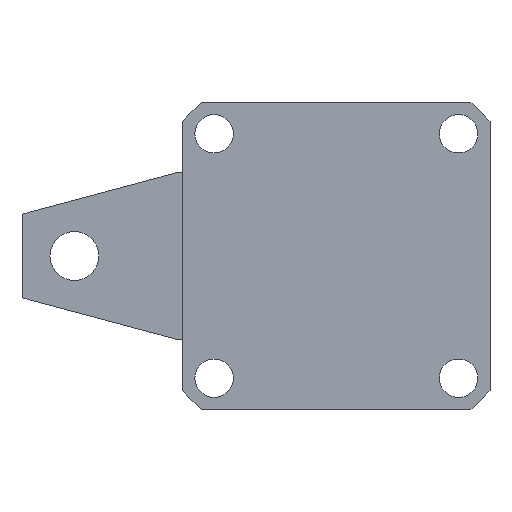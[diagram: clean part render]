
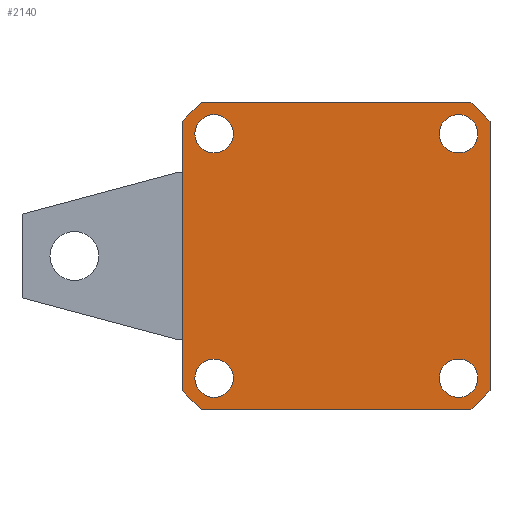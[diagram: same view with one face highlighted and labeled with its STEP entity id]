
A CAD part, front view. The second image highlights one B-rep face of the part: STEP entity #2140.
In plain terms, the highlighted planar face has unit normal (0, -1, 0).
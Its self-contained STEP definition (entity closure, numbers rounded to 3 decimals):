
#5 = AXIS2_PLACEMENT_3D ( 'NONE', #2032, #2033, #2034 ) ;
#6 = AXIS2_PLACEMENT_3D ( 'NONE', #2035, #2036, #2037 ) ;
#7 = AXIS2_PLACEMENT_3D ( 'NONE', #1462, #1463, #1464 ) ;
#8 = AXIS2_PLACEMENT_3D ( 'NONE', #1465, #1466, #1467 ) ;
#9 = AXIS2_PLACEMENT_3D ( 'NONE', #1468, #1469, #1470 ) ;
#10 = AXIS2_PLACEMENT_3D ( 'NONE', #1471, #1472, #1473 ) ;
#41 = AXIS2_PLACEMENT_3D ( 'NONE', #4429, #4430, #4431 ) ;
#42 = AXIS2_PLACEMENT_3D ( 'NONE', #4432, #4433, #4434 ) ;
#68 = AXIS2_PLACEMENT_3D ( 'NONE', #4642, #4643, #4644 ) ;
#70 = AXIS2_PLACEMENT_3D ( 'NONE', #4652, #4653, #4654 ) ;
#72 = AXIS2_PLACEMENT_3D ( 'NONE', #4662, #4663, #4664 ) ;
#74 = AXIS2_PLACEMENT_3D ( 'NONE', #4672, #4673, #4674 ) ;
#217 = CARTESIAN_POINT ( 'NONE',  ( 44., 0., -38.552 ) ) ;
#263 = CARTESIAN_POINT ( 'NONE',  ( -38.552, 0., 44. ) ) ;
#272 = CARTESIAN_POINT ( 'NONE',  ( -44., 0., 38.552 ) ) ;
#326 = CARTESIAN_POINT ( 'NONE',  ( 38.552, 0., 44. ) ) ;
#594 = VERTEX_POINT ( 'NONE', #326 ) ;
#657 = VERTEX_POINT ( 'NONE', #217 ) ;
#799 = VERTEX_POINT ( 'NONE', #263 ) ;
#808 = VERTEX_POINT ( 'NONE', #272 ) ;
#824 = VERTEX_POINT ( 'NONE', #5699 ) ;
#829 = VERTEX_POINT ( 'NONE', #5704 ) ;
#832 = VERTEX_POINT ( 'NONE', #5707 ) ;
#833 = VERTEX_POINT ( 'NONE', #5708 ) ;
#842 = VERTEX_POINT ( 'NONE', #5717 ) ;
#855 = VERTEX_POINT ( 'NONE', #5730 ) ;
#858 = VERTEX_POINT ( 'NONE', #5733 ) ;
#874 = VERTEX_POINT ( 'NONE', #5749 ) ;
#882 = VERTEX_POINT ( 'NONE', #5755 ) ;
#890 = VERTEX_POINT ( 'NONE', #5762 ) ;
#917 = VERTEX_POINT ( 'NONE', #5627 ) ;
#931 = VERTEX_POINT ( 'NONE', #5639 ) ;
#958 = EDGE_LOOP ( 'NONE', ( #1108, #1064 ) ) ;
#968 = EDGE_LOOP ( 'NONE', ( #1082, #1047, #1058, #1102, #1071, #1034, #1048, #1051 ) ) ;
#971 = EDGE_LOOP ( 'NONE', ( #1080, #1030 ) ) ;
#973 = EDGE_LOOP ( 'NONE', ( #1062, #1053 ) ) ;
#976 = EDGE_LOOP ( 'NONE', ( #1072, #1060 ) ) ;
#1030 = ORIENTED_EDGE ( 'NONE', *, *, #4274, .F. ) ;
#1034 = ORIENTED_EDGE ( 'NONE', *, *, #4277, .T. ) ;
#1047 = ORIENTED_EDGE ( 'NONE', *, *, #4275, .T. ) ;
#1048 = ORIENTED_EDGE ( 'NONE', *, *, #5860, .F. ) ;
#1051 = ORIENTED_EDGE ( 'NONE', *, *, #4278, .T. ) ;
#1053 = ORIENTED_EDGE ( 'NONE', *, *, #4273, .F. ) ;
#1058 = ORIENTED_EDGE ( 'NONE', *, *, #5854, .F. ) ;
#1060 = ORIENTED_EDGE ( 'NONE', *, *, #5863, .F. ) ;
#1062 = ORIENTED_EDGE ( 'NONE', *, *, #5911, .F. ) ;
#1064 = ORIENTED_EDGE ( 'NONE', *, *, #5862, .F. ) ;
#1071 = ORIENTED_EDGE ( 'NONE', *, *, #5805, .F. ) ;
#1072 = ORIENTED_EDGE ( 'NONE', *, *, #5907, .F. ) ;
#1080 = ORIENTED_EDGE ( 'NONE', *, *, #5915, .F. ) ;
#1082 = ORIENTED_EDGE ( 'NONE', *, *, #5857, .F. ) ;
#1102 = ORIENTED_EDGE ( 'NONE', *, *, #4276, .T. ) ;
#1108 = ORIENTED_EDGE ( 'NONE', *, *, #5903, .F. ) ;
#1462 = CARTESIAN_POINT ( 'NONE',  ( 0., 0., 0. ) ) ;
#1463 = DIRECTION ( 'NONE',  ( 0., -1., 0. ) ) ;
#1464 = DIRECTION ( 'NONE',  ( 0., 0., -1. ) ) ;
#1465 = CARTESIAN_POINT ( 'NONE',  ( 0., 0., 0. ) ) ;
#1466 = DIRECTION ( 'NONE',  ( 0., -1., 0. ) ) ;
#1467 = DIRECTION ( 'NONE',  ( 0., 0., -1. ) ) ;
#1468 = CARTESIAN_POINT ( 'NONE',  ( 0., 0., 0. ) ) ;
#1469 = DIRECTION ( 'NONE',  ( 0., -1., 0. ) ) ;
#1470 = DIRECTION ( 'NONE',  ( 0., 0., -1. ) ) ;
#1471 = CARTESIAN_POINT ( 'NONE',  ( 0., 0., 0. ) ) ;
#1472 = DIRECTION ( 'NONE',  ( 0., -1., 0. ) ) ;
#1473 = DIRECTION ( 'NONE',  ( 0., 0., -1. ) ) ;
#2032 = CARTESIAN_POINT ( 'NONE',  ( 35., 0., -35. ) ) ;
#2033 = DIRECTION ( 'NONE',  ( 0., -1., 0. ) ) ;
#2034 = DIRECTION ( 'NONE',  ( 0., 0., -1. ) ) ;
#2035 = CARTESIAN_POINT ( 'NONE',  ( -35., 0., -35. ) ) ;
#2036 = DIRECTION ( 'NONE',  ( 0., -1., 0. ) ) ;
#2037 = DIRECTION ( 'NONE',  ( 0., 0., -1. ) ) ;
#2140 = ADVANCED_FACE ( 'NONE', ( #5527, #5521, #5536, #5522, #5524 ), #2626, .T. ) ;
#2622 = DIRECTION ( 'NONE',  ( 0., -1., 0. ) ) ;
#2623 = CARTESIAN_POINT ( 'NONE',  ( 0., 0., 0. ) ) ;
#2626 = PLANE ( 'NONE',  #4016 ) ;
#2629 = DIRECTION ( 'NONE',  ( 0., 0., -1. ) ) ;
#3673 = CARTESIAN_POINT ( 'NONE',  ( -44., 0., 44. ) ) ;
#3682 = DIRECTION ( 'NONE',  ( 1., 0., 0. ) ) ;
#4016 = AXIS2_PLACEMENT_3D ( 'NONE', #2623, #2622, #2629 ) ;
#4273 = EDGE_CURVE ( 'NONE', #842, #855, #5297, .T. ) ;
#4274 = EDGE_CURVE ( 'NONE', #833, #874, #5303, .T. ) ;
#4275 = EDGE_CURVE ( 'NONE', #931, #657, #5295, .T. ) ;
#4276 = EDGE_CURVE ( 'NONE', #882, #594, #5294, .T. ) ;
#4277 = EDGE_CURVE ( 'NONE', #799, #808, #5292, .T. ) ;
#4278 = EDGE_CURVE ( 'NONE', #858, #832, #5291, .T. ) ;
#4415 = CARTESIAN_POINT ( 'NONE',  ( 44., 0., 44. ) ) ;
#4417 = DIRECTION ( 'NONE',  ( 0., 0., -1. ) ) ;
#4421 = CARTESIAN_POINT ( 'NONE',  ( -44., 0., -44. ) ) ;
#4423 = DIRECTION ( 'NONE',  ( -1., 0., 0. ) ) ;
#4426 = CARTESIAN_POINT ( 'NONE',  ( -44., 0., 44. ) ) ;
#4427 = DIRECTION ( 'NONE',  ( 0., 0., 1. ) ) ;
#4429 = CARTESIAN_POINT ( 'NONE',  ( -35., 0., 35. ) ) ;
#4430 = DIRECTION ( 'NONE',  ( 0., -1., 0. ) ) ;
#4431 = DIRECTION ( 'NONE',  ( 0., 0., -1. ) ) ;
#4432 = CARTESIAN_POINT ( 'NONE',  ( 35., 0., 35. ) ) ;
#4433 = DIRECTION ( 'NONE',  ( 0., -1., 0. ) ) ;
#4434 = DIRECTION ( 'NONE',  ( 0., 0., -1. ) ) ;
#4642 = CARTESIAN_POINT ( 'NONE',  ( -35., 0., 35. ) ) ;
#4643 = DIRECTION ( 'NONE',  ( 0., -1., 0. ) ) ;
#4644 = DIRECTION ( 'NONE',  ( 0., 0., -1. ) ) ;
#4652 = CARTESIAN_POINT ( 'NONE',  ( 35., 0., 35. ) ) ;
#4653 = DIRECTION ( 'NONE',  ( 0., -1., 0. ) ) ;
#4654 = DIRECTION ( 'NONE',  ( 0., 0., -1. ) ) ;
#4662 = CARTESIAN_POINT ( 'NONE',  ( 35., 0., -35. ) ) ;
#4663 = DIRECTION ( 'NONE',  ( 0., -1., 0. ) ) ;
#4664 = DIRECTION ( 'NONE',  ( 0., 0., -1. ) ) ;
#4672 = CARTESIAN_POINT ( 'NONE',  ( -35., 0., -35. ) ) ;
#4673 = DIRECTION ( 'NONE',  ( 0., -1., 0. ) ) ;
#4674 = DIRECTION ( 'NONE',  ( 0., 0., -1. ) ) ;
#4964 = CIRCLE ( 'NONE', #74, 5.5 ) ;
#4970 = CIRCLE ( 'NONE', #72, 5.5 ) ;
#4976 = CIRCLE ( 'NONE', #70, 5.5 ) ;
#4983 = CIRCLE ( 'NONE', #68, 5.5 ) ;
#5031 = CIRCLE ( 'NONE', #42, 5.5 ) ;
#5033 = CIRCLE ( 'NONE', #41, 5.5 ) ;
#5034 = VECTOR ( 'NONE', #4427, 1000. ) ;
#5038 = LINE ( 'NONE', #4426, #5034 ) ;
#5042 = VECTOR ( 'NONE', #4423, 1000. ) ;
#5043 = VECTOR ( 'NONE', #4417, 1000. ) ;
#5046 = LINE ( 'NONE', #4415, #5043 ) ;
#5094 = VECTOR ( 'NONE', #3682, 1000. ) ;
#5099 = LINE ( 'NONE', #3673, #5094 ) ;
#5150 = LINE ( 'NONE', #4421, #5042 ) ;
#5291 = CIRCLE ( 'NONE', #10, 58.5 ) ;
#5292 = CIRCLE ( 'NONE', #9, 58.5 ) ;
#5294 = CIRCLE ( 'NONE', #8, 58.5 ) ;
#5295 = CIRCLE ( 'NONE', #7, 58.5 ) ;
#5297 = CIRCLE ( 'NONE', #5, 5.5 ) ;
#5303 = CIRCLE ( 'NONE', #6, 5.5 ) ;
#5521 = FACE_BOUND ( 'NONE', #976, .T. ) ;
#5522 = FACE_BOUND ( 'NONE', #971, .T. ) ;
#5524 = FACE_OUTER_BOUND ( 'NONE', #968, .T. ) ;
#5527 = FACE_BOUND ( 'NONE', #958, .T. ) ;
#5536 = FACE_BOUND ( 'NONE', #973, .T. ) ;
#5627 = CARTESIAN_POINT ( 'NONE',  ( 35., 0., 29.5 ) ) ;
#5639 = CARTESIAN_POINT ( 'NONE',  ( 38.552, 0., -44. ) ) ;
#5699 = CARTESIAN_POINT ( 'NONE',  ( -35., 0., 40.5 ) ) ;
#5704 = CARTESIAN_POINT ( 'NONE',  ( -35., 0., 29.5 ) ) ;
#5707 = CARTESIAN_POINT ( 'NONE',  ( -38.552, 0., -44. ) ) ;
#5708 = CARTESIAN_POINT ( 'NONE',  ( -35., 0., -40.5 ) ) ;
#5717 = CARTESIAN_POINT ( 'NONE',  ( 35., 0., -40.5 ) ) ;
#5730 = CARTESIAN_POINT ( 'NONE',  ( 35., 0., -29.5 ) ) ;
#5733 = CARTESIAN_POINT ( 'NONE',  ( -44., 0., -38.552 ) ) ;
#5749 = CARTESIAN_POINT ( 'NONE',  ( -35., 0., -29.5 ) ) ;
#5755 = CARTESIAN_POINT ( 'NONE',  ( 44., 0., 38.552 ) ) ;
#5762 = CARTESIAN_POINT ( 'NONE',  ( 35., 0., 40.5 ) ) ;
#5805 = EDGE_CURVE ( 'NONE', #799, #594, #5099, .T. ) ;
#5854 = EDGE_CURVE ( 'NONE', #882, #657, #5046, .T. ) ;
#5857 = EDGE_CURVE ( 'NONE', #931, #832, #5150, .T. ) ;
#5860 = EDGE_CURVE ( 'NONE', #858, #808, #5038, .T. ) ;
#5862 = EDGE_CURVE ( 'NONE', #829, #824, #5033, .T. ) ;
#5863 = EDGE_CURVE ( 'NONE', #917, #890, #5031, .T. ) ;
#5903 = EDGE_CURVE ( 'NONE', #824, #829, #4983, .T. ) ;
#5907 = EDGE_CURVE ( 'NONE', #890, #917, #4976, .T. ) ;
#5911 = EDGE_CURVE ( 'NONE', #855, #842, #4970, .T. ) ;
#5915 = EDGE_CURVE ( 'NONE', #874, #833, #4964, .T. ) ;
